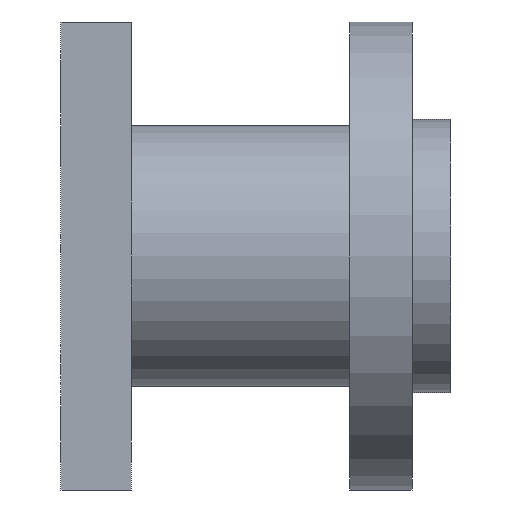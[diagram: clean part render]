
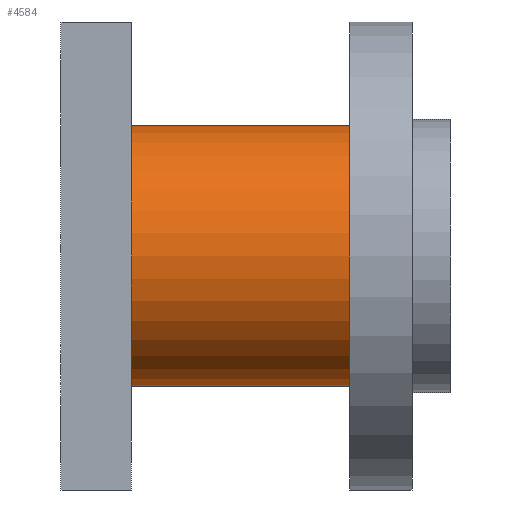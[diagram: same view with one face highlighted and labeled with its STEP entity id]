
A CAD part, front view. The second image highlights one B-rep face of the part: STEP entity #4584.
In plain terms, the highlighted cylindrical face has radius 16.75 mm (diameter 33.5 mm), a full revolution.
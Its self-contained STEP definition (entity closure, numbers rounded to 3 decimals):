
#309=FACE_OUTER_BOUND('',#570,.T.);
#570=EDGE_LOOP('',(#4091,#4092,#4093,#4094));
#616=CIRCLE('',#4825,16.75);
#650=CIRCLE('',#4892,16.75);
#1290=LINE('',#20173,#1509);
#1509=VECTOR('',#5700,16.75);
#1952=VERTEX_POINT('',#14717);
#1986=VERTEX_POINT('',#20165);
#2609=EDGE_CURVE('',#1952,#1952,#616,.T.);
#2693=EDGE_CURVE('',#1986,#1986,#650,.T.);
#2696=EDGE_CURVE('',#1986,#1952,#1290,.T.);
#4091=ORIENTED_EDGE('',*,*,#2693,.F.);
#4092=ORIENTED_EDGE('',*,*,#2696,.T.);
#4093=ORIENTED_EDGE('',*,*,#2609,.F.);
#4094=ORIENTED_EDGE('',*,*,#2696,.F.);
#4345=CYLINDRICAL_SURFACE('',#4896,16.75);
#4584=ADVANCED_FACE('',(#309),#4345,.T.);
#4825=AXIS2_PLACEMENT_3D('',#14718,#5538,#5539);
#4892=AXIS2_PLACEMENT_3D('',#20166,#5689,#5690);
#4896=AXIS2_PLACEMENT_3D('',#20172,#5698,#5699);
#5538=DIRECTION('center_axis',(-1.,0.,0.));
#5539=DIRECTION('ref_axis',(0.,0.,-1.));
#5689=DIRECTION('center_axis',(1.,0.,0.));
#5690=DIRECTION('ref_axis',(0.,0.,-1.));
#5698=DIRECTION('center_axis',(1.,0.,0.));
#5699=DIRECTION('ref_axis',(0.,0.,-1.));
#5700=DIRECTION('',(-1.,0.,0.));
#14717=CARTESIAN_POINT('',(9.,30.,46.75));
#14718=CARTESIAN_POINT('Origin',(9.,30.,30.));
#20165=CARTESIAN_POINT('',(37.,30.,46.75));
#20166=CARTESIAN_POINT('Origin',(37.,30.,30.));
#20172=CARTESIAN_POINT('Origin',(9.,30.,30.));
#20173=CARTESIAN_POINT('',(9.,30.,46.75));
